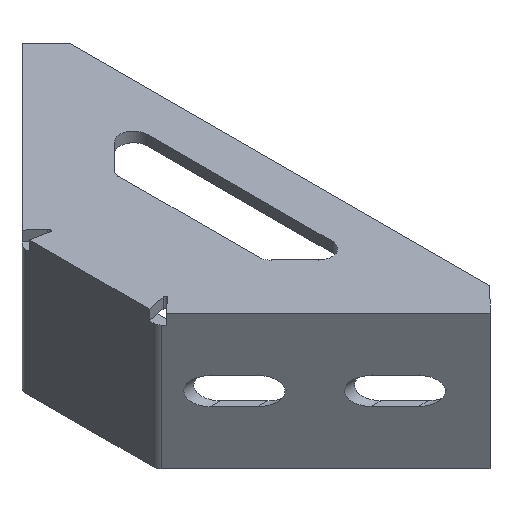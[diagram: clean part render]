
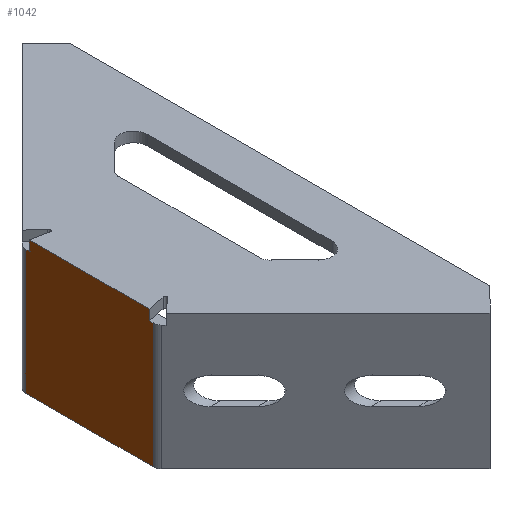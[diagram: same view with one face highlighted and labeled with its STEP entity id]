
A CAD part, isometric view. The second image highlights one B-rep face of the part: STEP entity #1042.
In plain terms, the highlighted planar face has unit normal (-1, 0, 0).
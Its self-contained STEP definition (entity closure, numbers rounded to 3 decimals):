
#53 = DIRECTION ( 'NONE',  ( 0., -1., 0. ) ) ;
#61 = EDGE_CURVE ( 'NONE', #554, #292, #1871, .T. ) ;
#67 = EDGE_CURVE ( 'NONE', #949, #361, #1541, .T. ) ;
#153 = ORIENTED_EDGE ( 'NONE', *, *, #61, .F. ) ;
#199 = DIRECTION ( 'NONE',  ( 0., 1., 0. ) ) ;
#202 = VECTOR ( 'NONE', #1412, 1000. ) ;
#216 = CARTESIAN_POINT ( 'NONE',  ( -56.62, 0., 3. ) ) ;
#227 = PLANE ( 'NONE',  #1935 ) ;
#247 = LINE ( 'NONE', #1767, #464 ) ;
#254 = VECTOR ( 'NONE', #719, 1000. ) ;
#292 = VERTEX_POINT ( 'NONE', #586 ) ;
#295 = EDGE_CURVE ( 'NONE', #1148, #1170, #1326, .T. ) ;
#315 = ORIENTED_EDGE ( 'NONE', *, *, #1560, .T. ) ;
#326 = DIRECTION ( 'NONE',  ( 0., 1., 0. ) ) ;
#361 = VERTEX_POINT ( 'NONE', #1356 ) ;
#380 = CARTESIAN_POINT ( 'NONE',  ( -56.62, 43.417, -37. ) ) ;
#381 = CARTESIAN_POINT ( 'NONE',  ( -56.62, 44.583, 3. ) ) ;
#390 = LINE ( 'NONE', #925, #1486 ) ;
#437 = FACE_OUTER_BOUND ( 'NONE', #1597, .T. ) ;
#464 = VECTOR ( 'NONE', #1174, 1000. ) ;
#491 = VERTEX_POINT ( 'NONE', #1436 ) ;
#494 = CARTESIAN_POINT ( 'NONE',  ( -56.62, 0., 0. ) ) ;
#511 = CARTESIAN_POINT ( 'NONE',  ( -56.62, 44.583, 0. ) ) ;
#515 = DIRECTION ( 'NONE',  ( 0., 0., -1. ) ) ;
#529 = VECTOR ( 'NONE', #515, 1000. ) ;
#541 = DIRECTION ( 'NONE',  ( 0., -1., 0. ) ) ;
#546 = VERTEX_POINT ( 'NONE', #1596 ) ;
#554 = VERTEX_POINT ( 'NONE', #380 ) ;
#586 = CARTESIAN_POINT ( 'NONE',  ( -56.62, 81.343, -37. ) ) ;
#677 = EDGE_CURVE ( 'NONE', #949, #1148, #247, .T. ) ;
#715 = CARTESIAN_POINT ( 'NONE',  ( -56.62, 80.177, 0. ) ) ;
#719 = DIRECTION ( 'NONE',  ( 0., 1., 0. ) ) ;
#749 = EDGE_CURVE ( 'NONE', #546, #491, #390, .T. ) ;
#789 = LINE ( 'NONE', #798, #202 ) ;
#798 = CARTESIAN_POINT ( 'NONE',  ( -56.62, 43.417, 3. ) ) ;
#825 = ORIENTED_EDGE ( 'NONE', *, *, #295, .T. ) ;
#844 = DIRECTION ( 'NONE',  ( -1., 0., 0. ) ) ;
#848 = DIRECTION ( 'NONE',  ( 0., 0., 1. ) ) ;
#925 = CARTESIAN_POINT ( 'NONE',  ( -56.62, 0., 0. ) ) ;
#945 = ORIENTED_EDGE ( 'NONE', *, *, #1258, .F. ) ;
#949 = VERTEX_POINT ( 'NONE', #511 ) ;
#953 = CARTESIAN_POINT ( 'NONE',  ( -56.62, 82.38, -37. ) ) ;
#992 = CARTESIAN_POINT ( 'NONE',  ( -56.62, 80.177, 3. ) ) ;
#1025 = CARTESIAN_POINT ( 'NONE',  ( -56.62, 0., 3. ) ) ;
#1042 = ADVANCED_FACE ( 'NONE', ( #437 ), #227, .T. ) ;
#1148 = VERTEX_POINT ( 'NONE', #381 ) ;
#1166 = LINE ( 'NONE', #715, #1225 ) ;
#1170 = VERTEX_POINT ( 'NONE', #992 ) ;
#1174 = DIRECTION ( 'NONE',  ( 0., 0., 1. ) ) ;
#1225 = VECTOR ( 'NONE', #848, 1000. ) ;
#1248 = ORIENTED_EDGE ( 'NONE', *, *, #1425, .T. ) ;
#1258 = EDGE_CURVE ( 'NONE', #546, #1170, #1166, .T. ) ;
#1266 = CARTESIAN_POINT ( 'NONE',  ( -56.62, 81.343, 3. ) ) ;
#1317 = LINE ( 'NONE', #1266, #529 ) ;
#1326 = LINE ( 'NONE', #1025, #254 ) ;
#1356 = CARTESIAN_POINT ( 'NONE',  ( -56.62, 43.417, 0. ) ) ;
#1412 = DIRECTION ( 'NONE',  ( 0., 0., 1. ) ) ;
#1425 = EDGE_CURVE ( 'NONE', #554, #361, #789, .T. ) ;
#1434 = ORIENTED_EDGE ( 'NONE', *, *, #677, .T. ) ;
#1436 = CARTESIAN_POINT ( 'NONE',  ( -56.62, 81.343, 0. ) ) ;
#1486 = VECTOR ( 'NONE', #326, 1000. ) ;
#1541 = LINE ( 'NONE', #494, #1786 ) ;
#1546 = ORIENTED_EDGE ( 'NONE', *, *, #67, .F. ) ;
#1560 = EDGE_CURVE ( 'NONE', #491, #292, #1317, .T. ) ;
#1596 = CARTESIAN_POINT ( 'NONE',  ( -56.62, 80.177, 0. ) ) ;
#1597 = EDGE_LOOP ( 'NONE', ( #945, #1682, #315, #153, #1248, #1546, #1434, #825 ) ) ;
#1682 = ORIENTED_EDGE ( 'NONE', *, *, #749, .T. ) ;
#1767 = CARTESIAN_POINT ( 'NONE',  ( -56.62, 44.583, 0. ) ) ;
#1786 = VECTOR ( 'NONE', #53, 1000. ) ;
#1829 = VECTOR ( 'NONE', #199, 1000. ) ;
#1871 = LINE ( 'NONE', #953, #1829 ) ;
#1935 = AXIS2_PLACEMENT_3D ( 'NONE', #216, #844, #541 ) ;
